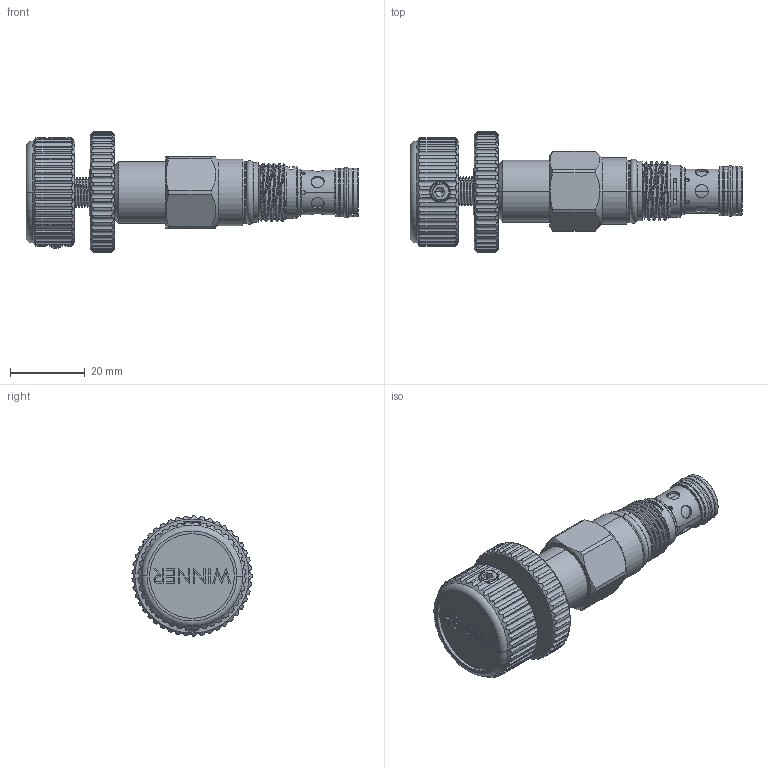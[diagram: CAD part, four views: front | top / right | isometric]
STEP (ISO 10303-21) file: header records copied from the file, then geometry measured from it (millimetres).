
FILE_DESCRIPTION (( 'STEP AP203' ), '1' );
FILE_NAME ('RD162A25-K.STEP', '2016-08-01T05:46:16', ( '' ), ( '' ), 'SwSTEP 2.0', 'SolidWorks 2012', '' );
FILE_SCHEMA (( 'CONFIG_CONTROL_DESIGN' ));
Products named in the file (1): RD162A25-K
Bounding box: 88.97 x 32.18 x 32.2 mm (x, y, z)
Volume: 26100.3 mm3; surface area: 10701 mm2
Topology: 4 solids, 13 shells, 740 faces, 2003 edges, 1305 vertices
Faces by surface type: cylinder 406, plane 203, cone 69, torus 34, bspline 24, sphere 4
Entity records: 46533 total; most frequent: CARTESIAN_POINT 28955, ORIENTED_EDGE 3998, DIRECTION 3269, EDGE_CURVE 1999, VERTEX_POINT 1305, AXIS2_PLACEMENT_3D 1246, EDGE_LOOP 780, LINE 777
